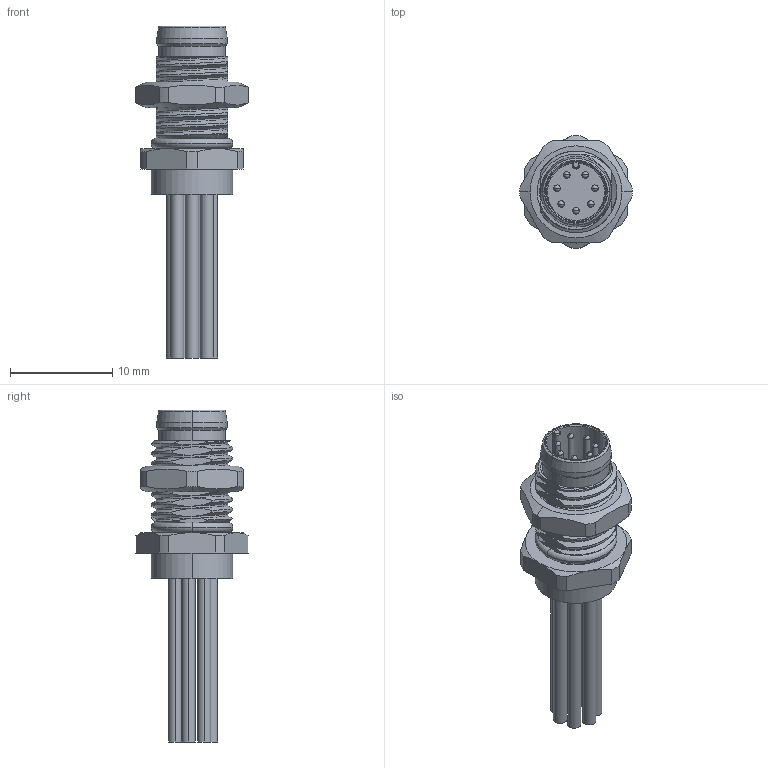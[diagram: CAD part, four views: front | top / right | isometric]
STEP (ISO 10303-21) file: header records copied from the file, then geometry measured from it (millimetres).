
FILE_DESCRIPTION((''),'2;1');
FILE_NAME('PRT0001223870','2025-09-28T',('gongcheng16'),(''),'PRO/ENGINEER BY PARAMETRIC TECHNOLOGY CORPORATION, 2010280','PRO/ENGINEER BY PARAMETRIC TECHNOLOGY CORPORATION, 2010280','');
FILE_SCHEMA(('CONFIG_CONTROL_DESIGN'));
Length unit declared in the file: millimetre
Products named in the file (1): PRT0001223870
Bounding box: 11 x 10.99 x 32.5 mm (x, y, z)
Volume: 223.2 mm3; surface area: 2891.2 mm2
Topology: 1 solids, 19 shells, 568 faces, 1301 edges, 785 vertices
Faces by surface type: cylinder 235, plane 152, cone 112, bspline 43, sphere 14, torus 12
Entity records: 24099 total; most frequent: CARTESIAN_POINT 11564, DIRECTION 2615, ORIENTED_EDGE 2546, EDGE_CURVE 1273, AXIS2_PLACEMENT_3D 1065, VERTEX_POINT 785, EDGE_LOOP 644, FACE_OUTER_BOUND 568
